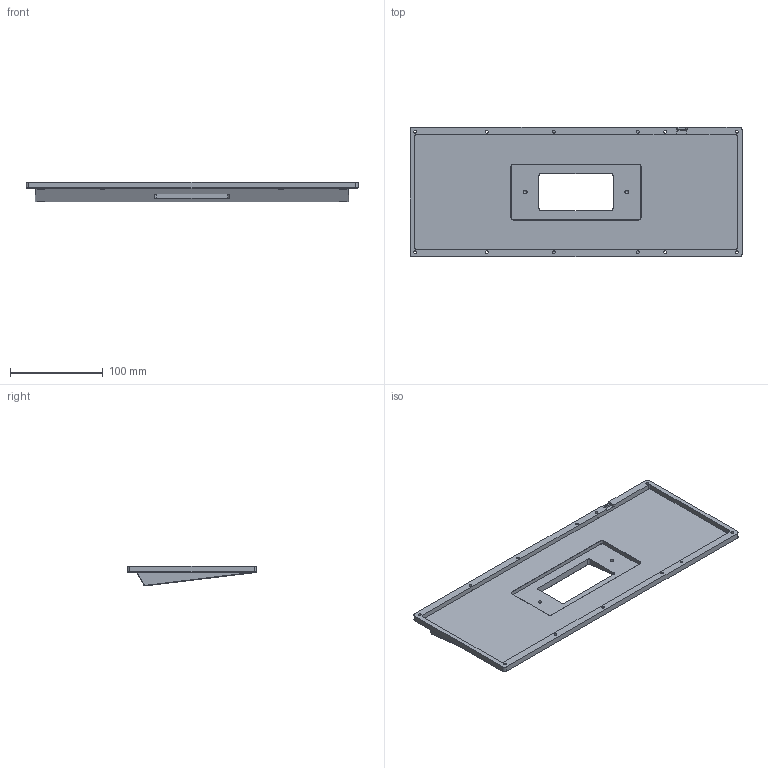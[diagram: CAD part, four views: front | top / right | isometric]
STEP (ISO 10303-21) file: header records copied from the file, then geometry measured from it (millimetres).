
FILE_DESCRIPTION(/* description */ (''),/* implementation_level */ '2;1');
FILE_NAME(/* name */ 'f5cc2cc1-97ff-4770-99ea-dffa568ea64b.stp',/* time_stamp */ '2021-02-06T07:19:32+00:00',/* author */ (''),/* organization */ (''),/* preprocessor_version */ 'ST-DEVELOPER v18.1',/* originating_system */ 'Autodesk Translation Framework v9.7.1.1290',/* authorisation */ '');
FILE_SCHEMA (('AUTOMOTIVE_DESIGN { 1 0 10303 214 3 1 1 }'));
Length unit declared in the file: millimetre
Products named in the file (1): IU80 Bottom Piece
Bounding box: 358.66 x 140.06 x 21.24 mm (x, y, z)
Volume: 365898.3 mm3; surface area: 114135.9 mm2
Topology: 1 solids, 1 shells, 141 faces, 331 edges, 209 vertices
Faces by surface type: plane 60, cylinder 55, cone 15, bspline 9, torus 2
Full cylindrical faces by diameter (mm): 3 x12, 4.234 x2, 5 x8, 8 x4
Entity records: 4278 total; most frequent: CARTESIAN_POINT 936, DIRECTION 696, ORIENTED_EDGE 658, EDGE_CURVE 329, AXIS2_PLACEMENT_3D 255, VERTEX_POINT 209, LINE 186, VECTOR 186
